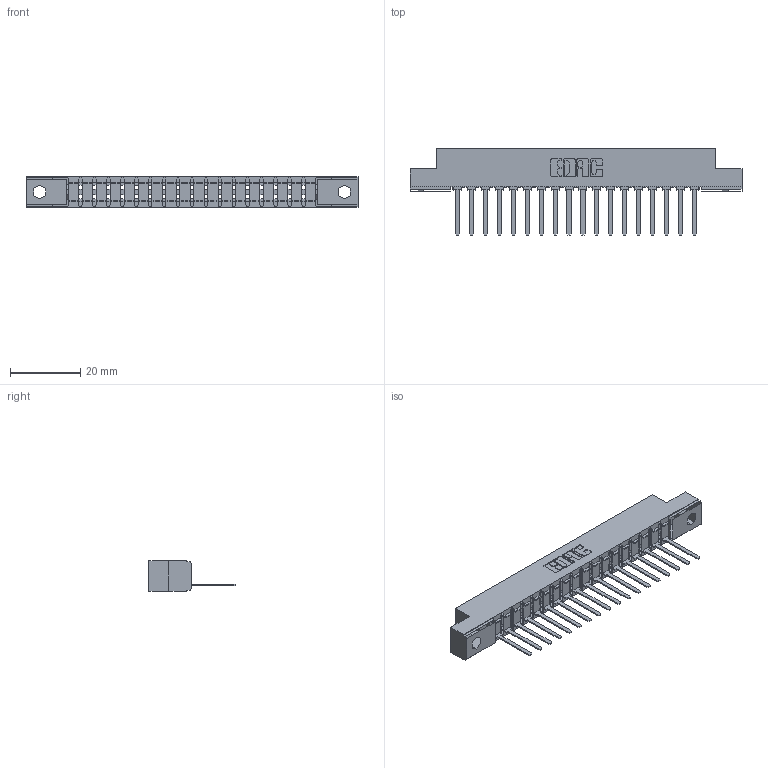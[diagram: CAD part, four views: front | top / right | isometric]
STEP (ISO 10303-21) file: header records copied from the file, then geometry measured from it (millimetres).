
FILE_DESCRIPTION (( 'STEP AP203' ), '1' );
FILE_NAME ('357-018-541-102.STEP', '2018-08-08T04:58:32', ( '' ), ( '' ), 'SwSTEP 2.0', 'SolidWorks 2016', '' );
FILE_SCHEMA (( 'CONFIG_CONTROL_DESIGN' ));
Length unit declared in the file: inch
Products named in the file (3): 307 Part_.128 Dia Mounting Holes; 307-290-002_541; 357-018-541-102
Assembly tree (19 placements, depth 2):
  357-018-541-102
    307 Part_.128 Dia Mounting Holes
    307-290-002_541  x18
Bounding box: 94.34 x 24.51 x 8.71 mm (x, y, z)
Volume: 6461.8 mm3; surface area: 11415 mm2
Topology: 19 solids, 19 shells, 1469 faces, 4459 edges, 2946 vertices
Faces by surface type: plane 880, cylinder 551, sphere 38
Full cylindrical faces by diameter (mm): 0.349 x6, 0.499 x22, 1.016 x78, 1.334 x3, 1.596 x6, 2.337 x34, 3.962 x2
Entity records: 19110 total; most frequent: CARTESIAN_POINT 3220, ORIENTED_EDGE 3210, DIRECTION 3139, EDGE_CURVE 1605, VECTOR 1217, LINE 1217, VERTEX_POINT 1042, AXIS2_PLACEMENT_3D 961
